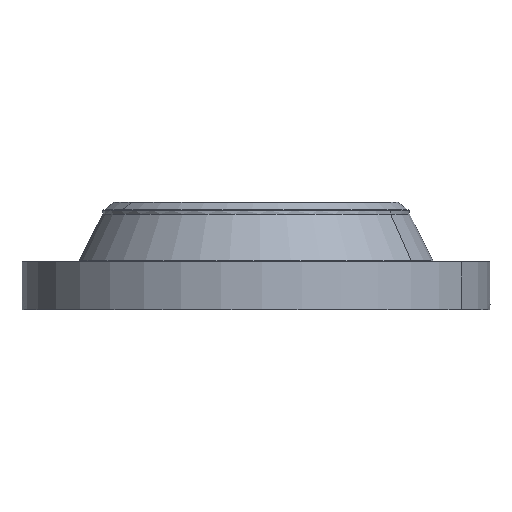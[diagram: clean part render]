
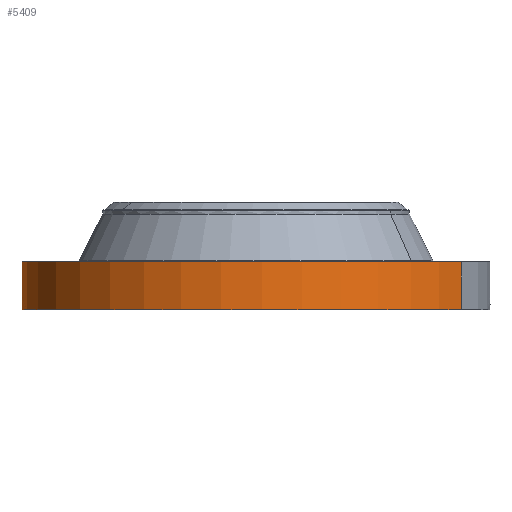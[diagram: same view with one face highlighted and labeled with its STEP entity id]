
A CAD part, left-side view. The second image highlights one B-rep face of the part: STEP entity #5409.
In plain terms, the highlighted cylindrical face has radius 387.35 mm (diameter 774.7 mm), a partial arc.
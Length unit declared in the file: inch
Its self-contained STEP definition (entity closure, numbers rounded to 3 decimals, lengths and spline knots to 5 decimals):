
#3850=AXIS2_PLACEMENT_3D('Circle Axis2P3D',#3848,#3849,$) ;
#4556=AXIS2_PLACEMENT_3D('Circle Axis2P3D',#4554,#4555,$) ;
#5304=AXIS2_PLACEMENT_3D('Cylinder Axis2P3D',#5301,#5302,#5303) ;
#3848=CARTESIAN_POINT('Axis2P3D Location',(0.,0.,0.)) ;
#3852=CARTESIAN_POINT('Vertex',(-7.31124,-13.38313,0.)) ;
#3854=CARTESIAN_POINT('Vertex',(7.31124,13.38313,0.)) ;
#4549=CARTESIAN_POINT('Vertex',(7.31124,13.38313,3.125)) ;
#4551=CARTESIAN_POINT('Vertex',(-7.31124,-13.38313,3.125)) ;
#4554=CARTESIAN_POINT('Axis2P3D Location',(0.,0.,3.125)) ;
#5301=CARTESIAN_POINT('Axis2P3D Location',(0.,0.,3.4975)) ;
#5306=CARTESIAN_POINT('Line Origine',(-7.31124,-13.38313,1.5625)) ;
#5311=CARTESIAN_POINT('Line Origine',(7.31124,13.38313,1.5625)) ;
#5323=CARTESIAN_POINT('Control Point',(-0.00072,15.25,1.10412)) ;
#5324=CARTESIAN_POINT('Control Point',(-0.01897,15.25,1.10408)) ;
#5325=CARTESIAN_POINT('Control Point',(-0.03722,15.24997,1.10263)) ;
#5326=CARTESIAN_POINT('Control Point',(-0.05525,15.2499,1.09978)) ;
#5327=CARTESIAN_POINT('Vertex',(-0.00072,15.25,1.10412)) ;
#5329=CARTESIAN_POINT('Vertex',(-0.05524,15.2499,1.09978)) ;
#5333=CARTESIAN_POINT('Control Point',(-0.05524,15.2499,1.09978)) ;
#5334=CARTESIAN_POINT('Control Point',(-0.0957,15.24975,1.09536)) ;
#5335=CARTESIAN_POINT('Control Point',(-0.13552,15.24944,1.08359)) ;
#5336=CARTESIAN_POINT('Control Point',(-0.1722,15.24903,1.06523)) ;
#5337=CARTESIAN_POINT('Vertex',(-0.1722,15.24903,1.06523)) ;
#5341=CARTESIAN_POINT('Control Point',(-0.03102,15.24997,0.34119)) ;
#5342=CARTESIAN_POINT('Control Point',(-0.09618,15.24984,0.34944)) ;
#5343=CARTESIAN_POINT('Control Point',(-0.15929,15.24936,0.37129)) ;
#5344=CARTESIAN_POINT('Control Point',(-0.2164,15.24859,0.4061)) ;
#5345=CARTESIAN_POINT('Control Point',(-0.28882,15.24733,0.47419)) ;
#5346=CARTESIAN_POINT('Control Point',(-0.33643,15.2463,0.55867)) ;
#5347=CARTESIAN_POINT('Control Point',(-0.34947,15.246,0.58873)) ;
#5348=CARTESIAN_POINT('Control Point',(-0.37169,15.24548,0.65897)) ;
#5349=CARTESIAN_POINT('Control Point',(-0.37718,15.24533,0.73214)) ;
#5350=CARTESIAN_POINT('Control Point',(-0.37491,15.24539,0.77295)) ;
#5351=CARTESIAN_POINT('Control Point',(-0.3565,15.24585,0.87072)) ;
#5352=CARTESIAN_POINT('Control Point',(-0.30814,15.24693,0.95794)) ;
#5353=CARTESIAN_POINT('Control Point',(-0.26982,15.24771,1.00324)) ;
#5354=CARTESIAN_POINT('Control Point',(-0.22354,15.24845,1.03954)) ;
#5355=CARTESIAN_POINT('Control Point',(-0.1722,15.24903,1.06523)) ;
#5356=CARTESIAN_POINT('Vertex',(-0.03102,15.24997,0.34119)) ;
#5360=CARTESIAN_POINT('Control Point',(-0.03102,15.24997,0.34119)) ;
#5361=CARTESIAN_POINT('Control Point',(-0.02067,15.24999,0.34087)) ;
#5362=CARTESIAN_POINT('Control Point',(-0.01032,15.25,0.34094)) ;
#5363=CARTESIAN_POINT('Control Point',(0.,15.25,0.34137)) ;
#5364=CARTESIAN_POINT('Vertex',(0.,15.25,0.34137)) ;
#5368=CARTESIAN_POINT('Control Point',(0.19263,15.24878,0.39741)) ;
#5369=CARTESIAN_POINT('Control Point',(0.14901,15.24933,0.37204)) ;
#5370=CARTESIAN_POINT('Control Point',(0.10112,15.24977,0.35378)) ;
#5371=CARTESIAN_POINT('Control Point',(0.05081,15.25,0.34353)) ;
#5372=CARTESIAN_POINT('Control Point',(0.,15.25,0.34137)) ;
#5373=CARTESIAN_POINT('Vertex',(0.19263,15.24878,0.39741)) ;
#5377=CARTESIAN_POINT('Control Point',(0.19263,15.24878,0.39741)) ;
#5378=CARTESIAN_POINT('Control Point',(0.24945,15.24807,0.43047)) ;
#5379=CARTESIAN_POINT('Control Point',(0.29951,15.24717,0.47484)) ;
#5380=CARTESIAN_POINT('Control Point',(0.33965,15.24626,0.52897)) ;
#5381=CARTESIAN_POINT('Control Point',(0.38385,15.24518,0.62717)) ;
#5382=CARTESIAN_POINT('Control Point',(0.39239,15.24495,0.73246)) ;
#5383=CARTESIAN_POINT('Control Point',(0.39027,15.24501,0.77262)) ;
#5384=CARTESIAN_POINT('Control Point',(0.3761,15.24537,0.84753)) ;
#5385=CARTESIAN_POINT('Control Point',(0.34396,15.24613,0.91596)) ;
#5386=CARTESIAN_POINT('Control Point',(0.32488,15.24656,0.94638)) ;
#5387=CARTESIAN_POINT('Control Point',(0.26317,15.24783,1.02274)) ;
#5388=CARTESIAN_POINT('Control Point',(0.18008,15.24909,1.07567)) ;
#5389=CARTESIAN_POINT('Control Point',(0.12135,15.2497,1.09769)) ;
#5390=CARTESIAN_POINT('Control Point',(0.0602,15.25,1.10711)) ;
#5391=CARTESIAN_POINT('Control Point',(-0.00003,15.25,1.10415)) ;
#5392=CARTESIAN_POINT('Vertex',(-0.00003,15.25,1.10415)) ;
#5396=CARTESIAN_POINT('Control Point',(-0.00072,15.25,1.10412)) ;
#5397=CARTESIAN_POINT('Control Point',(-0.00037,15.25,1.10414)) ;
#5398=CARTESIAN_POINT('Control Point',(-0.00003,15.25,1.10415)) ;
#3849=DIRECTION('Axis2P3D Direction',(0.,0.,-0.039)) ;
#4555=DIRECTION('Axis2P3D Direction',(0.,0.,-0.039)) ;
#5302=DIRECTION('Axis2P3D Direction',(0.,0.,-0.039)) ;
#5303=DIRECTION('Axis2P3D XDirection',(0.019,0.035,0.)) ;
#5307=DIRECTION('Vector Direction',(0.,0.,-0.039)) ;
#5312=DIRECTION('Vector Direction',(0.,0.,-0.039)) ;
#5308=VECTOR('Line Direction',#5307,0.03937) ;
#5313=VECTOR('Line Direction',#5312,0.03937) ;
#5317=ORIENTED_EDGE('',*,*,#3856,.F.) ;
#5318=ORIENTED_EDGE('',*,*,#5310,.T.) ;
#5319=ORIENTED_EDGE('',*,*,#4558,.T.) ;
#5320=ORIENTED_EDGE('',*,*,#5315,.F.) ;
#5401=ORIENTED_EDGE('',*,*,#5331,.T.) ;
#5402=ORIENTED_EDGE('',*,*,#5339,.T.) ;
#5403=ORIENTED_EDGE('',*,*,#5358,.F.) ;
#5404=ORIENTED_EDGE('',*,*,#5366,.T.) ;
#5405=ORIENTED_EDGE('',*,*,#5375,.F.) ;
#5406=ORIENTED_EDGE('',*,*,#5394,.T.) ;
#5407=ORIENTED_EDGE('',*,*,#5399,.F.) ;
#5408=FACE_BOUND('',#5400,.T.) ;
#5409=ADVANCED_FACE('PartBody',(#5321,#5408),#5305,.T.) ;
#5322=B_SPLINE_CURVE_WITH_KNOTS('',3,(#5323,#5324,#5325,#5326),.UNSPECIFIED.,.F.,.U.,(4,4),(34.6166,36.64171),.UNSPECIFIED.) ;
#5332=B_SPLINE_CURVE_WITH_KNOTS('',3,(#5333,#5334,#5335,#5336),.UNSPECIFIED.,.F.,.U.,(4,4),(0.,4.57284),.UNSPECIFIED.) ;
#5340=B_SPLINE_CURVE_WITH_KNOTS('',5,(#5341,#5342,#5343,#5344,#5345,#5346,#5347,#5348,#5349,#5350,#5351,#5352,#5353,#5354,#5355),.UNSPECIFIED.,.F.,.U.,(6,3,3,3,6),(0.,11.41563,17.25639,24.61345,35.28116),.UNSPECIFIED.) ;
#5359=B_SPLINE_CURVE_WITH_KNOTS('',3,(#5360,#5361,#5362,#5363),.UNSPECIFIED.,.F.,.U.,(4,4),(0.,1.07896),.UNSPECIFIED.) ;
#5367=B_SPLINE_CURVE_WITH_KNOTS('',4,(#5368,#5369,#5370,#5371,#5372),.UNSPECIFIED.,.F.,.U.,(5,5),(0.,7.07933),.UNSPECIFIED.) ;
#5376=B_SPLINE_CURVE_WITH_KNOTS('',5,(#5377,#5378,#5379,#5380,#5381,#5382,#5383,#5384,#5385,#5386,#5387,#5388,#5389,#5390,#5391),.UNSPECIFIED.,.F.,.U.,(6,3,3,3,6),(0.,11.52891,18.60799,25.03,36.28697),.UNSPECIFIED.) ;
#5395=B_SPLINE_CURVE_WITH_KNOTS('',2,(#5396,#5397,#5398),.UNSPECIFIED.,.F.,.U.,(3,3),(1.02181,1.0476),.UNSPECIFIED.) ;
#3851=CIRCLE('generated circle',#3850,15.25) ;
#4557=CIRCLE('generated circle',#4556,15.25) ;
#5305=CYLINDRICAL_SURFACE('generated cylinder',#5304,15.25) ;
#3856=EDGE_CURVE('',#3853,#3855,#3851,.T.) ;
#4558=EDGE_CURVE('',#4552,#4550,#4557,.T.) ;
#5310=EDGE_CURVE('',#3853,#4552,#5309,.F.) ;
#5315=EDGE_CURVE('',#3855,#4550,#5314,.F.) ;
#5331=EDGE_CURVE('',#5328,#5330,#5322,.T.) ;
#5339=EDGE_CURVE('',#5330,#5338,#5332,.T.) ;
#5358=EDGE_CURVE('',#5357,#5338,#5340,.T.) ;
#5366=EDGE_CURVE('',#5357,#5365,#5359,.T.) ;
#5375=EDGE_CURVE('',#5374,#5365,#5367,.T.) ;
#5394=EDGE_CURVE('',#5374,#5393,#5376,.T.) ;
#5399=EDGE_CURVE('',#5328,#5393,#5395,.T.) ;
#5316=EDGE_LOOP('',(#5317,#5318,#5319,#5320)) ;
#5400=EDGE_LOOP('',(#5401,#5402,#5403,#5404,#5405,#5406,#5407)) ;
#5321=FACE_OUTER_BOUND('',#5316,.T.) ;
#5309=LINE('Line',#5306,#5308) ;
#5314=LINE('Line',#5311,#5313) ;
#3853=VERTEX_POINT('',#3852) ;
#3855=VERTEX_POINT('',#3854) ;
#4550=VERTEX_POINT('',#4549) ;
#4552=VERTEX_POINT('',#4551) ;
#5328=VERTEX_POINT('',#5327) ;
#5330=VERTEX_POINT('',#5329) ;
#5338=VERTEX_POINT('',#5337) ;
#5357=VERTEX_POINT('',#5356) ;
#5365=VERTEX_POINT('',#5364) ;
#5374=VERTEX_POINT('',#5373) ;
#5393=VERTEX_POINT('',#5392) ;
